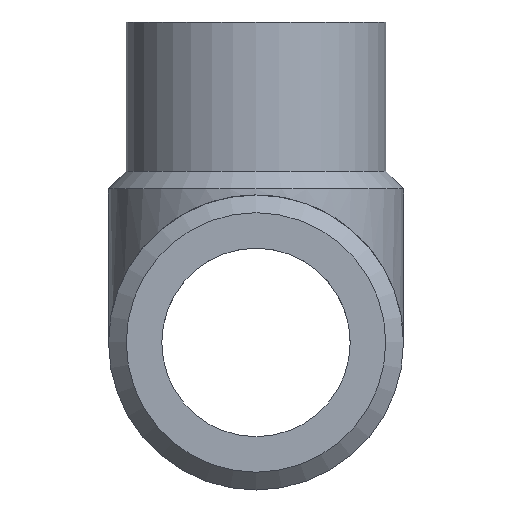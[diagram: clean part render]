
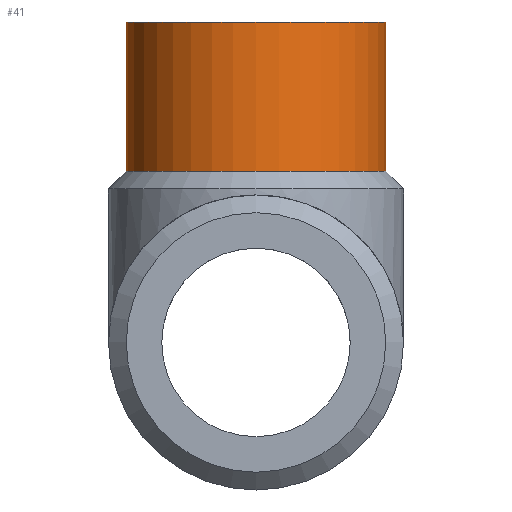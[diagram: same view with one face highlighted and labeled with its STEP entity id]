
A CAD part, left-side view. The second image highlights one B-rep face of the part: STEP entity #41.
In plain terms, the highlighted cylindrical face has radius 100 mm (diameter 200 mm), a full revolution.
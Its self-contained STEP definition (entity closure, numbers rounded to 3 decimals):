
#41 = ADVANCED_FACE( '', ( #88, #89 ), #90, .T. );
#88 = FACE_OUTER_BOUND( '', #149, .T. );
#89 = FACE_OUTER_BOUND( '', #150, .T. );
#90 = CYLINDRICAL_SURFACE( '', #151, 100. );
#149 = EDGE_LOOP( '', ( #209 ) );
#150 = EDGE_LOOP( '', ( #210 ) );
#151 = AXIS2_PLACEMENT_3D( '', #211, #212, #213 );
#209 = ORIENTED_EDGE( '', *, *, #287, .F. );
#210 = ORIENTED_EDGE( '', *, *, #288, .T. );
#211 = CARTESIAN_POINT( '', ( -247.5, 0., 0. ) );
#212 = DIRECTION( '', ( 0., 0., 1. ) );
#213 = DIRECTION( '', ( -1., 0., 0. ) );
#287 = EDGE_CURVE( '', #321, #321, #322, .T. );
#288 = EDGE_CURVE( '', #323, #323, #324, .T. );
#321 = VERTEX_POINT( '', #366 );
#322 = CIRCLE( '', #367, 100. );
#323 = VERTEX_POINT( '', #368 );
#324 = CIRCLE( '', #369, 100. );
#366 = CARTESIAN_POINT( '', ( -347.5, 0., 132. ) );
#367 = AXIS2_PLACEMENT_3D( '', #413, #414, #415 );
#368 = CARTESIAN_POINT( '', ( -347.5, 0., 247. ) );
#369 = AXIS2_PLACEMENT_3D( '', #416, #417, #418 );
#413 = CARTESIAN_POINT( '', ( -247.5, 0., 132. ) );
#414 = DIRECTION( '', ( 0., 0., -1. ) );
#415 = DIRECTION( '', ( -1., 0., 0. ) );
#416 = CARTESIAN_POINT( '', ( -247.5, 0., 247. ) );
#417 = DIRECTION( '', ( 0., 0., -1. ) );
#418 = DIRECTION( '', ( -1., 0., 0. ) );
